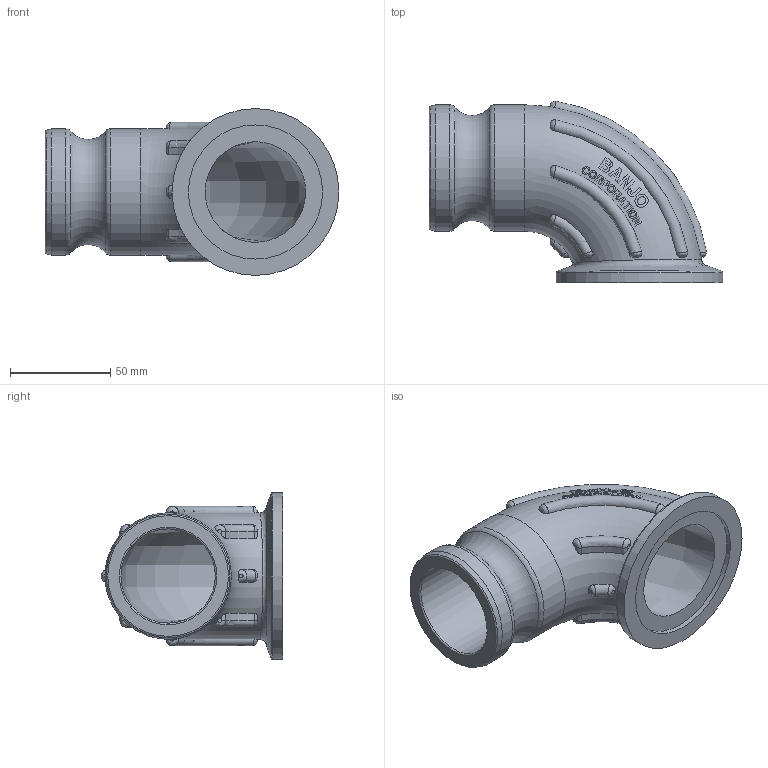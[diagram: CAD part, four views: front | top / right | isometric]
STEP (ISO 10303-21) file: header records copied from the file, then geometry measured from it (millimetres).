
FILE_DESCRIPTION((''),'2;1');
FILE_NAME('M220ASWP90.stp','2012-04-10T07:52:48',('areid'),(''),'Autodesk Inventor 2012','Autodesk Inventor 2012','');
FILE_SCHEMA(('AUTOMOTIVE_DESIGN { 1 0 10303 214 1 1 1 1 }'));
Length unit declared in the file: inch
Products named in the file (1): M220ASWP90
Bounding box: 146.3 x 90.52 x 83.06 mm (x, y, z)
Volume: 187303.4 mm3; surface area: 57023.6 mm2
Topology: 1 solids, 1 shells, 423 faces, 1097 edges, 726 vertices
Faces by surface type: plane 211, bspline 136, torus 57, cylinder 17, cone 2
Full cylindrical faces by diameter (mm): 46.99 x1, 62.992 x2, 66.802 x1, 83.058 x1
Entity records: 18552 total; most frequent: CARTESIAN_POINT 9559, ORIENTED_EDGE 2158, EDGE_CURVE 1079, DIRECTION 1002, VERTEX_POINT 723, B_SPLINE_CURVE_WITH_KNOTS 703, EDGE_LOOP 490, STYLED_ITEM 424
